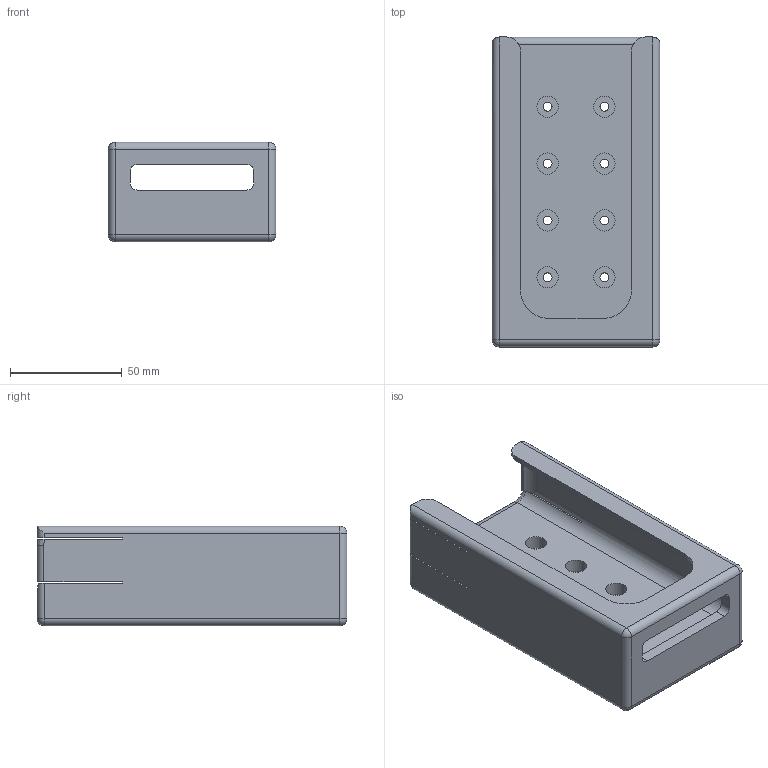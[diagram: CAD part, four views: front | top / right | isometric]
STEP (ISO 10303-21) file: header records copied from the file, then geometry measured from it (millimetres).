
FILE_DESCRIPTION(/* description */ (''),/* implementation_level */ '2;1');
FILE_NAME(/* name */ 'iniu_battery_mount-001.stp',/* time_stamp */ '2024-02-26T23:22:34-05:00',/* author */ ('Paul'),/* organization */ (''),/* preprocessor_version */ 'ST-DEVELOPER v19',/* originating_system */ 'Autodesk Inventor 2023',/* authorisation */ '');
FILE_SCHEMA (('AUTOMOTIVE_DESIGN { 1 0 10303 214 3 1 1 }'));
Length unit declared in the file: inch
Products named in the file (1): iniu_battery_mount-001
Bounding box: 74.93 x 138.43 x 44.45 mm (x, y, z)
Volume: 193089.4 mm3; surface area: 52825.1 mm2
Topology: 1 solids, 1 shells, 114 faces, 274 edges, 170 vertices
Faces by surface type: cylinder 56, plane 44, sphere 10, torus 2, bspline 2
Full cylindrical faces by diameter (mm): 3.962 x8, 9.525 x8
Entity records: 3570 total; most frequent: CARTESIAN_POINT 784, DIRECTION 594, ORIENTED_EDGE 548, EDGE_CURVE 274, AXIS2_PLACEMENT_3D 225, VERTEX_POINT 170, LINE 144, VECTOR 144
